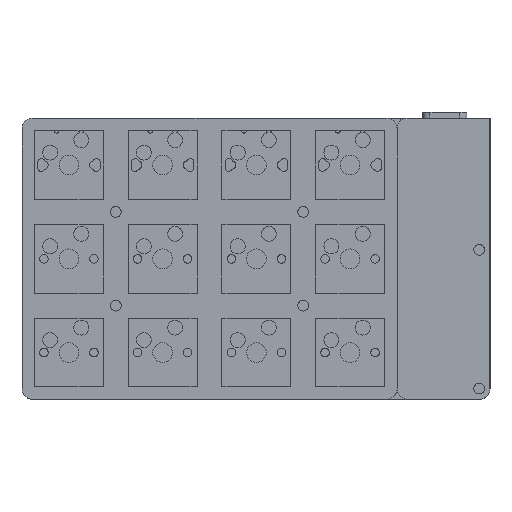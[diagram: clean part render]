
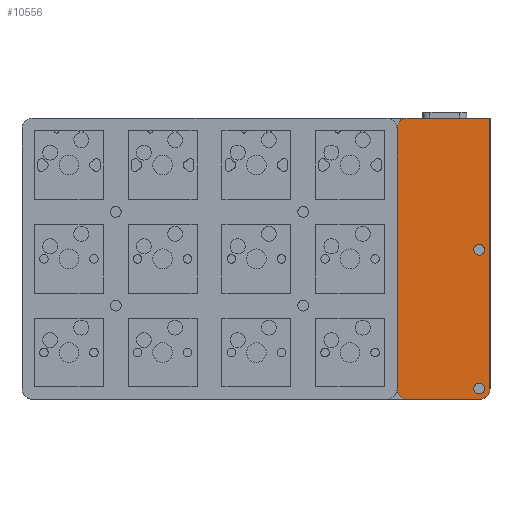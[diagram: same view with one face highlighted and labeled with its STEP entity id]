
A CAD part, top view. The second image highlights one B-rep face of the part: STEP entity #10556.
In plain terms, the highlighted planar face has unit normal (0, 0, 1).
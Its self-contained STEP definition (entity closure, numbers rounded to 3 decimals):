
#627=FACE_BOUND('',#2313,.T.);
#628=FACE_BOUND('',#2314,.T.);
#983=CIRCLE('',#11495,2.2);
#984=CIRCLE('',#11496,2.2);
#985=CIRCLE('',#11497,2.2);
#986=CIRCLE('',#11498,1.1);
#987=CIRCLE('',#11499,1.1);
#1477=FACE_OUTER_BOUND('',#2312,.T.);
#2312=EDGE_LOOP('',(#9643,#9644,#9645,#9646,#9647,#9648,#9649));
#2313=EDGE_LOOP('',(#9650));
#2314=EDGE_LOOP('',(#9651));
#3381=LINE('',#17215,#4446);
#3382=LINE('',#17219,#4447);
#3383=LINE('',#17223,#4448);
#3384=LINE('',#17224,#4449);
#4446=VECTOR('',#14246,10.);
#4447=VECTOR('',#14249,10.);
#4448=VECTOR('',#14252,10.);
#4449=VECTOR('',#14253,10.);
#5402=VERTEX_POINT('',#17211);
#5403=VERTEX_POINT('',#17212);
#5404=VERTEX_POINT('',#17214);
#5405=VERTEX_POINT('',#17216);
#5406=VERTEX_POINT('',#17218);
#5407=VERTEX_POINT('',#17220);
#5408=VERTEX_POINT('',#17222);
#5409=VERTEX_POINT('',#17225);
#5410=VERTEX_POINT('',#17227);
#6824=EDGE_CURVE('',#5402,#5403,#983,.T.);
#6825=EDGE_CURVE('',#5403,#5404,#3381,.T.);
#6826=EDGE_CURVE('',#5404,#5405,#984,.T.);
#6827=EDGE_CURVE('',#5405,#5406,#3382,.T.);
#6828=EDGE_CURVE('',#5406,#5407,#985,.T.);
#6829=EDGE_CURVE('',#5407,#5408,#3383,.T.);
#6830=EDGE_CURVE('',#5408,#5402,#3384,.T.);
#6831=EDGE_CURVE('',#5409,#5409,#986,.T.);
#6832=EDGE_CURVE('',#5410,#5410,#987,.T.);
#9643=ORIENTED_EDGE('',*,*,#6824,.T.);
#9644=ORIENTED_EDGE('',*,*,#6825,.T.);
#9645=ORIENTED_EDGE('',*,*,#6826,.T.);
#9646=ORIENTED_EDGE('',*,*,#6827,.T.);
#9647=ORIENTED_EDGE('',*,*,#6828,.T.);
#9648=ORIENTED_EDGE('',*,*,#6829,.T.);
#9649=ORIENTED_EDGE('',*,*,#6830,.T.);
#9650=ORIENTED_EDGE('',*,*,#6831,.T.);
#9651=ORIENTED_EDGE('',*,*,#6832,.T.);
#10073=PLANE('',#11494);
#10556=ADVANCED_FACE('',(#1477,#627,#628),#10073,.T.);
#11494=AXIS2_PLACEMENT_3D('',#17210,#14242,#14243);
#11495=AXIS2_PLACEMENT_3D('',#17213,#14244,#14245);
#11496=AXIS2_PLACEMENT_3D('',#17217,#14247,#14248);
#11497=AXIS2_PLACEMENT_3D('',#17221,#14250,#14251);
#11498=AXIS2_PLACEMENT_3D('',#17226,#14254,#14255);
#11499=AXIS2_PLACEMENT_3D('',#17228,#14256,#14257);
#14242=DIRECTION('center_axis',(0.,0.,1.));
#14243=DIRECTION('ref_axis',(-1.,0.,0.));
#14244=DIRECTION('center_axis',(0.,0.,1.));
#14245=DIRECTION('ref_axis',(-0.707,0.707,0.));
#14246=DIRECTION('',(0.,-1.,0.));
#14247=DIRECTION('center_axis',(0.,0.,1.));
#14248=DIRECTION('ref_axis',(-0.707,-0.707,0.));
#14249=DIRECTION('',(1.,0.,0.));
#14250=DIRECTION('center_axis',(0.,0.,1.));
#14251=DIRECTION('ref_axis',(0.,-1.,0.));
#14252=DIRECTION('',(0.,1.,0.));
#14253=DIRECTION('',(-1.,0.,0.));
#14254=DIRECTION('center_axis',(0.,0.,-1.));
#14255=DIRECTION('ref_axis',(-1.,0.,0.));
#14256=DIRECTION('center_axis',(0.,0.,-1.));
#14257=DIRECTION('ref_axis',(-1.,0.,0.));
#17210=CARTESIAN_POINT('Origin',(117.66,-54.3,11.8));
#17211=CARTESIAN_POINT('',(148.515,-25.725,11.8));
#17212=CARTESIAN_POINT('',(146.315,-27.925,11.8));
#17213=CARTESIAN_POINT('Origin',(148.515,-27.925,11.8));
#17214=CARTESIAN_POINT('',(146.315,-80.675,11.8));
#17215=CARTESIAN_POINT('',(146.315,-27.925,11.8));
#17216=CARTESIAN_POINT('',(148.515,-82.875,11.8));
#17217=CARTESIAN_POINT('Origin',(148.515,-80.675,11.8));
#17218=CARTESIAN_POINT('',(163.005,-82.875,11.8));
#17219=CARTESIAN_POINT('',(72.315,-82.875,11.8));
#17220=CARTESIAN_POINT('',(165.205,-80.675,11.8));
#17221=CARTESIAN_POINT('Origin',(163.005,-80.675,11.8));
#17222=CARTESIAN_POINT('',(165.205,-25.725,11.8));
#17223=CARTESIAN_POINT('',(165.205,-80.675,11.8));
#17224=CARTESIAN_POINT('',(165.205,-25.725,11.8));
#17225=CARTESIAN_POINT('',(164.105,-80.675,11.8));
#17226=CARTESIAN_POINT('Origin',(163.005,-80.675,11.8));
#17227=CARTESIAN_POINT('',(164.105,-52.475,11.8));
#17228=CARTESIAN_POINT('Origin',(163.005,-52.475,11.8));
